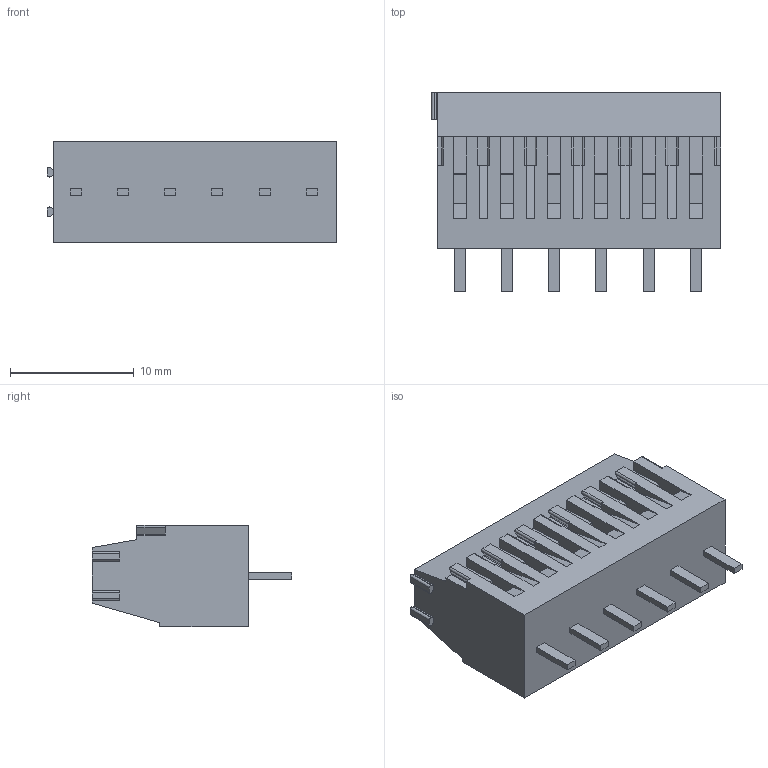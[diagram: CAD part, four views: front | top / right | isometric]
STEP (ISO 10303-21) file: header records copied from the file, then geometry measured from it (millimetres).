
FILE_DESCRIPTION((''),'2;1');
FILE_NAME('C-284392-6','2008-11-05T',('workeradm'),('Tyco Electronics Corporation'),'PRO/ENGINEER BY PARAMETRIC TECHNOLOGY CORPORATION, 2005450','PRO/ENGINEER BY PARAMETRIC TECHNOLOGY CORPORATION, 2005450','');
FILE_SCHEMA(('CONFIG_CONTROL_DESIGN', 'GEOMETRIC_VALIDATION_PROPERTIES_MIM'));
Length unit declared in the file: millimetre
Products named in the file (1): C-284392-6
Bounding box: 23.36 x 16.1 x 8.2 mm (x, y, z)
Volume: 1942 mm3; surface area: 1419 mm2
Topology: 1 solids, 1 shells, 251 faces, 693 edges, 462 vertices
Faces by surface type: plane 187, cylinder 52, bspline 12
Entity records: 8336 total; most frequent: CARTESIAN_POINT 1683, ORIENTED_EDGE 1386, DIRECTION 1311, EDGE_CURVE 693, VECTOR 553, LINE 553, VERTEX_POINT 462, AXIS2_PLACEMENT_3D 379
